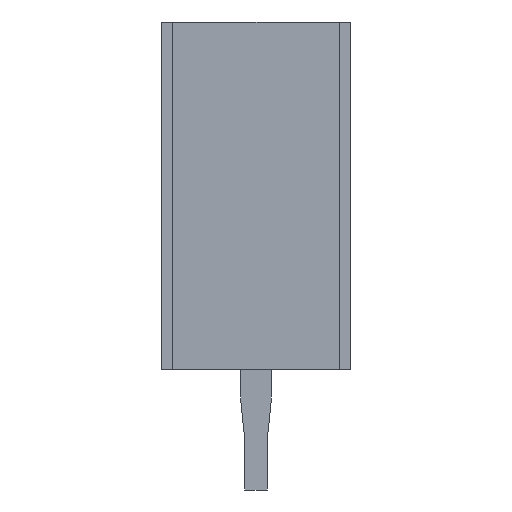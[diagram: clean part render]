
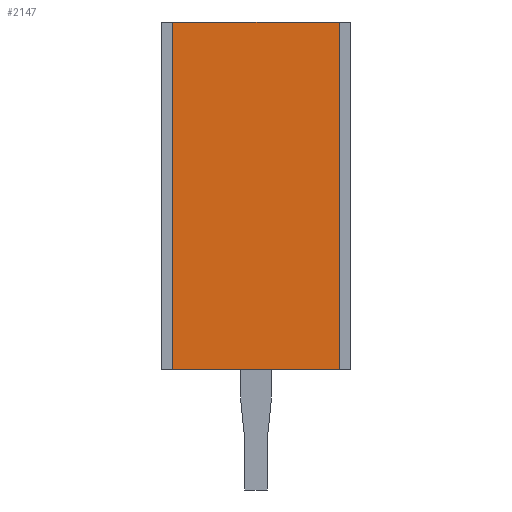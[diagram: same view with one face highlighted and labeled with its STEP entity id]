
A CAD part, left-side view. The second image highlights one B-rep face of the part: STEP entity #2147.
In plain terms, the highlighted planar face has unit normal (-1, 0, 0).
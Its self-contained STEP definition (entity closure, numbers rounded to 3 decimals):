
#75=CARTESIAN_POINT('',(-15.44,1.1,-2.3));
#76=VERTEX_POINT('',#75);
#724=CARTESIAN_POINT('',(-15.44,-1.1,-2.3));
#725=VERTEX_POINT('',#724);
#732=CARTESIAN_POINT('',(-15.44,-1.1,-2.3));
#733=DIRECTION('',(0.,1.,0.));
#734=VECTOR('',#733,2.2);
#735=LINE('',#732,#734);
#736=EDGE_CURVE('',#725,#76,#735,.T.);
#1408=CARTESIAN_POINT('',(-15.44,1.1,2.3));
#1409=VERTEX_POINT('',#1408);
#1416=CARTESIAN_POINT('',(-15.44,-1.1,2.3));
#1417=VERTEX_POINT('',#1416);
#1418=CARTESIAN_POINT('',(-15.44,1.1,2.3));
#1419=DIRECTION('',(0.,-1.,0.));
#1420=VECTOR('',#1419,2.2);
#1421=LINE('',#1418,#1420);
#1422=EDGE_CURVE('',#1409,#1417,#1421,.T.);
#2126=CARTESIAN_POINT('',(-15.44,1.25,-2.3));
#2127=DIRECTION('',(0.,-1.,0.));
#2128=DIRECTION('',(-1.,0.,0.));
#2129=AXIS2_PLACEMENT_3D('',#2126,#2128,#2127);
#2130=PLANE('',#2129);
#2131=ORIENTED_EDGE('',*,*,#736,.F.);
#2132=CARTESIAN_POINT('',(-15.44,-1.1,-2.3));
#2133=DIRECTION('',(0.,0.,1.));
#2134=VECTOR('',#2133,4.6);
#2135=LINE('',#2132,#2134);
#2136=EDGE_CURVE('',#725,#1417,#2135,.T.);
#2137=ORIENTED_EDGE('',*,*,#2136,.T.);
#2138=ORIENTED_EDGE('',*,*,#1422,.F.);
#2139=CARTESIAN_POINT('',(-15.44,1.1,2.3));
#2140=DIRECTION('',(0.,0.,-1.));
#2141=VECTOR('',#2140,4.6);
#2142=LINE('',#2139,#2141);
#2143=EDGE_CURVE('',#1409,#76,#2142,.T.);
#2144=ORIENTED_EDGE('',*,*,#2143,.T.);
#2145=EDGE_LOOP('',(#2131,#2137,#2138,#2144));
#2146=FACE_OUTER_BOUND('',#2145,.T.);
#2147=ADVANCED_FACE('',(#2146),#2130,.T.);
